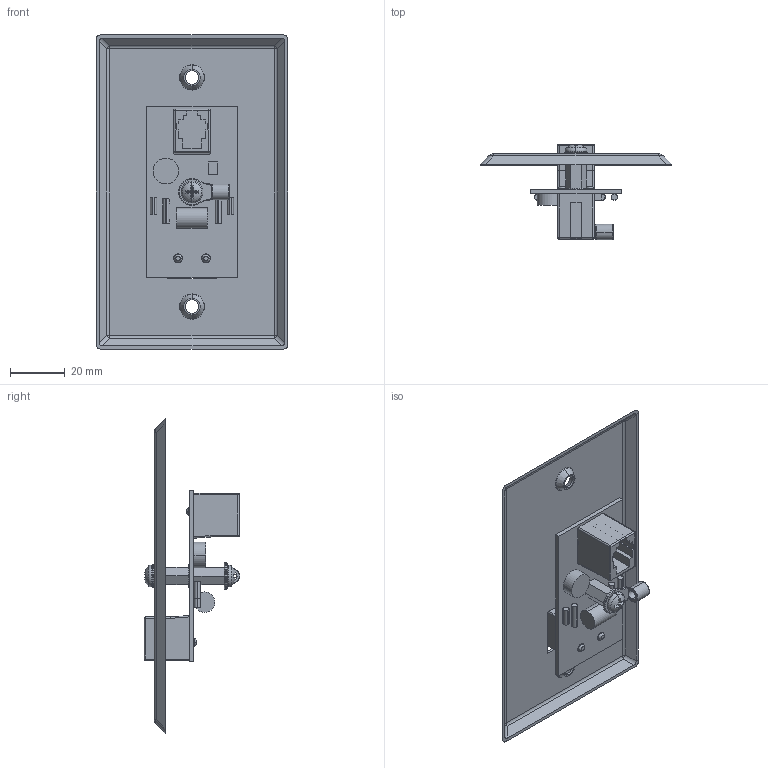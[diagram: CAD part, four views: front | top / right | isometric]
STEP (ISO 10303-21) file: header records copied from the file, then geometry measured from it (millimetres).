
FILE_DESCRIPTION (( 'STEP AP203' ), '1' );
FILE_NAME ('WPDTJ.STEP', '2011-10-24T14:21:32', ( 'x' ), ( 'Microsoft' ), 'SwSTEP 2.0', 'SolidWorks 2010', '' );
FILE_SCHEMA (( 'CONFIG_CONTROL_DESIGN' ));
Length unit declared in the file: inch
Products named in the file (8): WPDTJ; 1AJ03-012; XFN-0024; 1AG02-025; HYP351; 1AJ02-057; 1AJ02-086; XCT-0005
Assembly tree (10 placements, depth 2):
  WPDTJ
    1AJ03-012  x3
    XCT-0005
    HYP351
    1AJ02-086
    XFN-0024  x2
    1AG02-025
    1AJ02-057
Bounding box: 69.86 x 34.8 x 114.3 mm (x, y, z)
Volume: 16002 mm3; surface area: 28134.1 mm2
Topology: 17 solids, 17 shells, 886 faces, 2062 edges, 1203 vertices
Faces by surface type: cone 384, plane 252, cylinder 181, torus 51, sphere 16, bspline 2
Entity records: 20432 total; most frequent: CARTESIAN_POINT 3624, DIRECTION 3574, ORIENTED_EDGE 3152, EDGE_CURVE 1576, AXIS2_PLACEMENT_3D 1359, VERTEX_POINT 913, VECTOR 856, LINE 856
